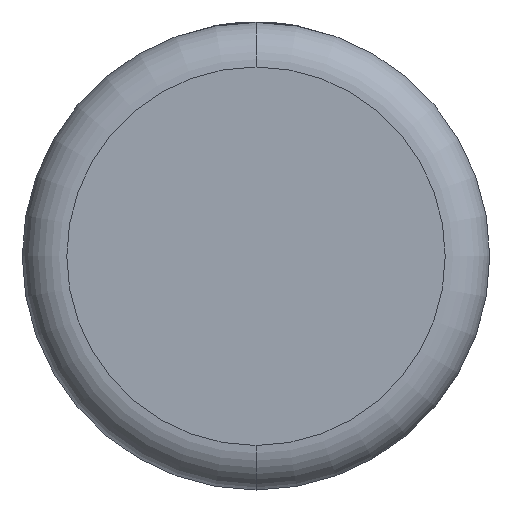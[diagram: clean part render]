
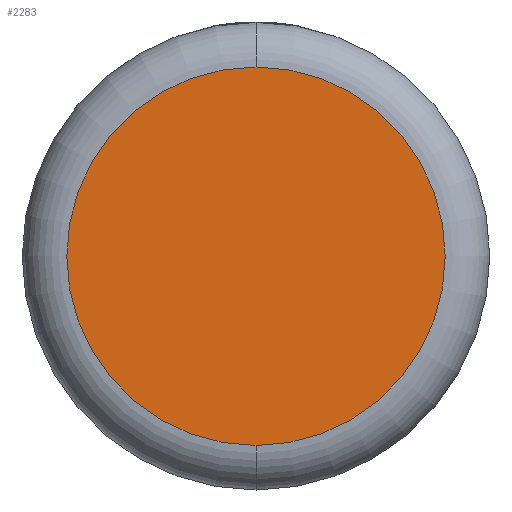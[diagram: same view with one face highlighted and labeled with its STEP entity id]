
A CAD part, front view. The second image highlights one B-rep face of the part: STEP entity #2283.
In plain terms, the highlighted planar face has unit normal (0, -1, 0).
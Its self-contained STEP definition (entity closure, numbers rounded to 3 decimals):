
#510 = PLANE ( 'NONE',  #4049 ) ;
#513 = DIRECTION ( 'NONE',  ( 0., 0., 1. ) ) ;
#576 = ORIENTED_EDGE ( 'NONE', *, *, #1517, .T. ) ;
#875 = CARTESIAN_POINT ( 'NONE',  ( 0., 0., 0. ) ) ;
#1174 = VERTEX_POINT ( 'NONE', #2135 ) ;
#1211 = DIRECTION ( 'NONE',  ( 0., 0., 1. ) ) ;
#1287 = AXIS2_PLACEMENT_3D ( 'NONE', #2388, #2702, #1509 ) ;
#1447 = CARTESIAN_POINT ( 'NONE',  ( 0., 0., 4.25 ) ) ;
#1509 = DIRECTION ( 'NONE',  ( 0., 0., 1. ) ) ;
#1515 = VERTEX_POINT ( 'NONE', #1447 ) ;
#1517 = EDGE_CURVE ( 'NONE', #1515, #1174, #2531, .T. ) ;
#1612 = EDGE_CURVE ( 'NONE', #1174, #1515, #2047, .T. ) ;
#2047 = CIRCLE ( 'NONE', #2088, 4.25 ) ;
#2088 = AXIS2_PLACEMENT_3D ( 'NONE', #2770, #2142, #513 ) ;
#2135 = CARTESIAN_POINT ( 'NONE',  ( 0., 0., -4.25 ) ) ;
#2142 = DIRECTION ( 'NONE',  ( 0., -1., 0. ) ) ;
#2223 = ORIENTED_EDGE ( 'NONE', *, *, #1612, .T. ) ;
#2283 = ADVANCED_FACE ( 'NONE', ( #3246 ), #510, .F. ) ;
#2388 = CARTESIAN_POINT ( 'NONE',  ( 0., 0., 0. ) ) ;
#2436 = DIRECTION ( 'NONE',  ( 0., 1., 0. ) ) ;
#2531 = CIRCLE ( 'NONE', #1287, 4.25 ) ;
#2702 = DIRECTION ( 'NONE',  ( 0., -1., 0. ) ) ;
#2770 = CARTESIAN_POINT ( 'NONE',  ( 0., 0., 0. ) ) ;
#3234 = EDGE_LOOP ( 'NONE', ( #576, #2223 ) ) ;
#3246 = FACE_OUTER_BOUND ( 'NONE', #3234, .T. ) ;
#4049 = AXIS2_PLACEMENT_3D ( 'NONE', #875, #2436, #1211 ) ;
